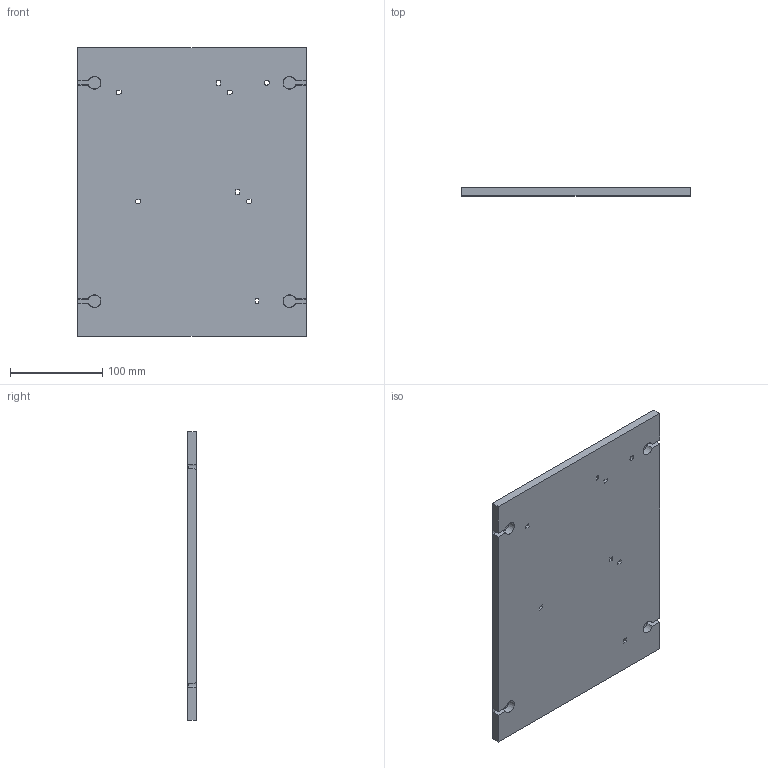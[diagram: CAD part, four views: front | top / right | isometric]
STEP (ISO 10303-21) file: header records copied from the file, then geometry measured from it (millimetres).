
FILE_DESCRIPTION(/* description */ (''),/* implementation_level */ '2;1');
FILE_NAME(/* name */ 'LED_NEON_7SEG_BIGGER.step',/* time_stamp */ '2024-03-22T10:38:45-07:00',/* author */ (''),/* organization */ (''),/* preprocessor_version */ 'ST-DEVELOPER v20',/* originating_system */ 'Autodesk Translation Framework v12.14.0.127',/* authorisation */ '');
FILE_SCHEMA (('AUTOMOTIVE_DESIGN { 1 0 10303 214 3 1 1 }'));
Length unit declared in the file: millimetre
Products named in the file (1): LED_NEON_7SEG_BIG
Bounding box: 247.2 x 9 x 312 mm (x, y, z)
Volume: 664609.7 mm3; surface area: 175350.2 mm2
Topology: 1 solids, 1 shells, 65 faces, 189 edges, 126 vertices
Faces by surface type: plane 60, cone 4, cylinder 1
Full cylindrical faces by diameter (mm): 5.4 x1
Entity records: 2170 total; most frequent: CARTESIAN_POINT 397, ORIENTED_EDGE 378, DIRECTION 323, EDGE_CURVE 189, LINE 171, VECTOR 171, VERTEX_POINT 126, EDGE_LOOP 81
